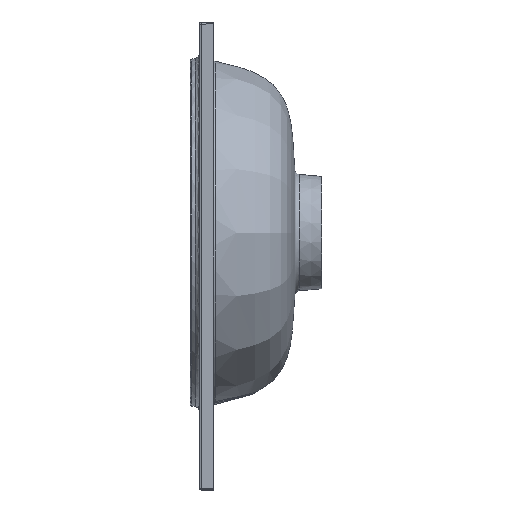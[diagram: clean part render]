
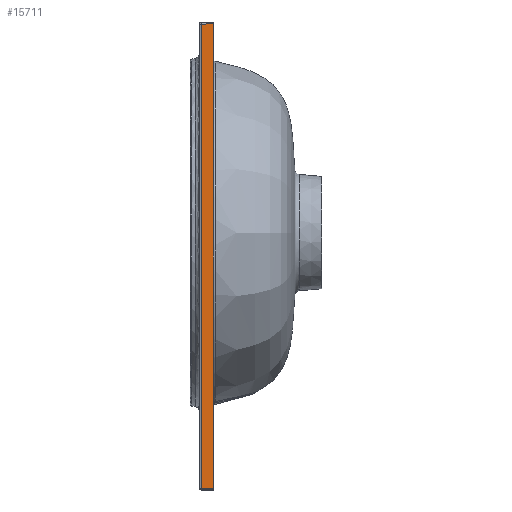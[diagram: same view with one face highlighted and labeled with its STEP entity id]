
A CAD part, left-side view. The second image highlights one B-rep face of the part: STEP entity #15711.
In plain terms, the highlighted planar face has unit normal (-1, 0.018, 0).
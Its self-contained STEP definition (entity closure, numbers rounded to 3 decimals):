
#131 = CARTESIAN_POINT ( 'NONE',  ( -450., 75., -273. ) ) ;
#254 = ORIENTED_EDGE ( 'NONE', *, *, #1794, .T. ) ;
#582 = CARTESIAN_POINT ( 'NONE',  ( -450.001, 74.965, 223.001 ) ) ;
#1794 = EDGE_CURVE ( 'NONE', #4154, #10917, #4268, .T. ) ;
#2953 = CARTESIAN_POINT ( 'NONE',  ( -450., 75., -273. ) ) ;
#3021 = VECTOR ( 'NONE', #3054, 1000. ) ;
#3049 = LINE ( 'NONE', #582, #15144 ) ;
#3054 = DIRECTION ( 'NONE',  ( 0., 0., -1. ) ) ;
#3262 = DIRECTION ( 'NONE',  ( 0., 0., -1. ) ) ;
#4148 = ORIENTED_EDGE ( 'NONE', *, *, #4936, .F. ) ;
#4154 = VERTEX_POINT ( 'NONE', #9903 ) ;
#4268 = LINE ( 'NONE', #15806, #3021 ) ;
#4936 = EDGE_CURVE ( 'NONE', #9222, #5372, #8308, .T. ) ;
#5372 = VERTEX_POINT ( 'NONE', #131 ) ;
#5446 = EDGE_LOOP ( 'NONE', ( #6028, #254, #8244, #4148 ) ) ;
#5913 = CARTESIAN_POINT ( 'NONE',  ( -450., 75., 225. ) ) ;
#6028 = ORIENTED_EDGE ( 'NONE', *, *, #9464, .T. ) ;
#7062 = DIRECTION ( 'NONE',  ( -0.017, -1., 0. ) ) ;
#8244 = ORIENTED_EDGE ( 'NONE', *, *, #12210, .T. ) ;
#8269 = DIRECTION ( 'NONE',  ( 0.017, 1., -0.017 ) ) ;
#8308 = LINE ( 'NONE', #5913, #15136 ) ;
#9222 = VERTEX_POINT ( 'NONE', #10064 ) ;
#9464 = EDGE_CURVE ( 'NONE', #9222, #4154, #3049, .T. ) ;
#9506 = DIRECTION ( 'NONE',  ( -0.017, -1., 0. ) ) ;
#9540 = LINE ( 'NONE', #2953, #16216 ) ;
#9903 = CARTESIAN_POINT ( 'NONE',  ( -449.772, 88.035, 222.773 ) ) ;
#10064 = CARTESIAN_POINT ( 'NONE',  ( -450., 75., 223. ) ) ;
#10528 = CARTESIAN_POINT ( 'NONE',  ( -450., 75., 225. ) ) ;
#10783 = FACE_OUTER_BOUND ( 'NONE', #5446, .T. ) ;
#10917 = VERTEX_POINT ( 'NONE', #12729 ) ;
#12148 = AXIS2_PLACEMENT_3D ( 'NONE', #10528, #13184, #9506 ) ;
#12210 = EDGE_CURVE ( 'NONE', #10917, #5372, #9540, .T. ) ;
#12729 = CARTESIAN_POINT ( 'NONE',  ( -449.772, 88.035, -273. ) ) ;
#13184 = DIRECTION ( 'NONE',  ( -1., 0.017, 0. ) ) ;
#15136 = VECTOR ( 'NONE', #3262, 1000. ) ;
#15144 = VECTOR ( 'NONE', #8269, 1000. ) ;
#15711 = ADVANCED_FACE ( 'NONE', ( #10783 ), #16012, .T. ) ;
#15806 = CARTESIAN_POINT ( 'NONE',  ( -449.772, 88.035, -273. ) ) ;
#16012 = PLANE ( 'NONE',  #12148 ) ;
#16216 = VECTOR ( 'NONE', #7062, 1000. ) ;
